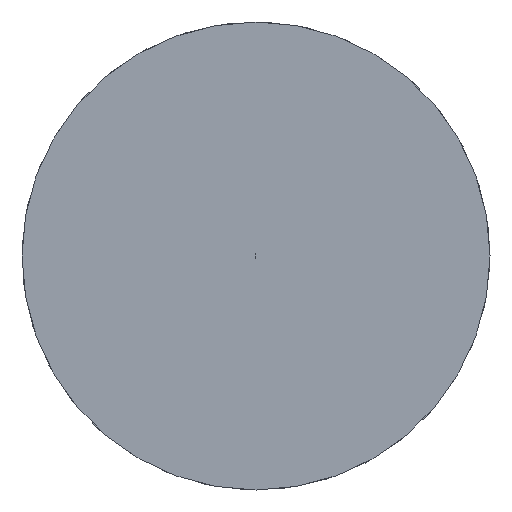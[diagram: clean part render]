
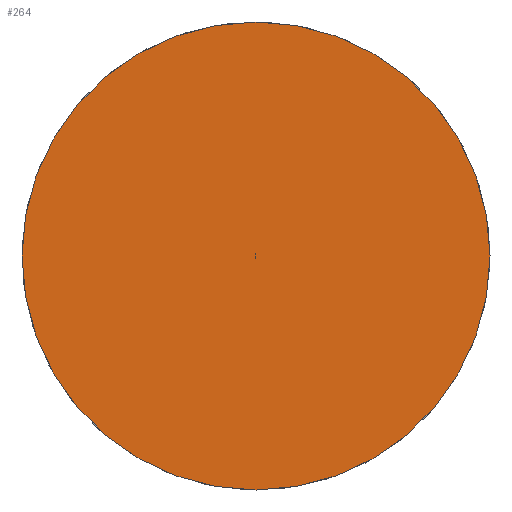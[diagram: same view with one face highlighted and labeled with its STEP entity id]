
A CAD part, front view. The second image highlights one B-rep face of the part: STEP entity #264.
In plain terms, the highlighted planar face has unit normal (0, -1, 0).
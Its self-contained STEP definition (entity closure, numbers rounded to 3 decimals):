
#264 = ADVANCED_FACE ( 'NONE', ( #12869 ), #18879, .F. ) ;
#486 = EDGE_LOOP ( 'NONE', ( #1544, #7489 ) ) ;
#1544 = ORIENTED_EDGE ( 'NONE', *, *, #9925, .F. ) ;
#2556 = DIRECTION ( 'NONE',  ( 0., 1., 0. ) ) ;
#5382 = CARTESIAN_POINT ( 'NONE',  ( 0., 0., 0. ) ) ;
#5873 = CIRCLE ( 'NONE', #8382, 25. ) ;
#7397 = CARTESIAN_POINT ( 'NONE',  ( 0., 0., 0. ) ) ;
#7489 = ORIENTED_EDGE ( 'NONE', *, *, #16846, .F. ) ;
#7731 = CARTESIAN_POINT ( 'NONE',  ( 0., 0., -25. ) ) ;
#8382 = AXIS2_PLACEMENT_3D ( 'NONE', #16041, #2556, #8547 ) ;
#8547 = DIRECTION ( 'NONE',  ( 0., 0., 1. ) ) ;
#8992 = AXIS2_PLACEMENT_3D ( 'NONE', #5382, #11385, #17397 ) ;
#9925 = EDGE_CURVE ( 'NONE', #19116, #14920, #5873, .T. ) ;
#11385 = DIRECTION ( 'NONE',  ( 0., 1., 0. ) ) ;
#11912 = CIRCLE ( 'NONE', #14431, 25. ) ;
#12869 = FACE_OUTER_BOUND ( 'NONE', #486, .T. ) ;
#13421 = DIRECTION ( 'NONE',  ( 0., 1., 0. ) ) ;
#14431 = AXIS2_PLACEMENT_3D ( 'NONE', #7397, #13421, #19432 ) ;
#14870 = CARTESIAN_POINT ( 'NONE',  ( 0., 0., 25. ) ) ;
#14920 = VERTEX_POINT ( 'NONE', #14870 ) ;
#16041 = CARTESIAN_POINT ( 'NONE',  ( 0., 0., 0. ) ) ;
#16846 = EDGE_CURVE ( 'NONE', #14920, #19116, #11912, .T. ) ;
#17397 = DIRECTION ( 'NONE',  ( 0., 0., 1. ) ) ;
#18879 = PLANE ( 'NONE',  #8992 ) ;
#19116 = VERTEX_POINT ( 'NONE', #7731 ) ;
#19432 = DIRECTION ( 'NONE',  ( 0., 0., 1. ) ) ;
